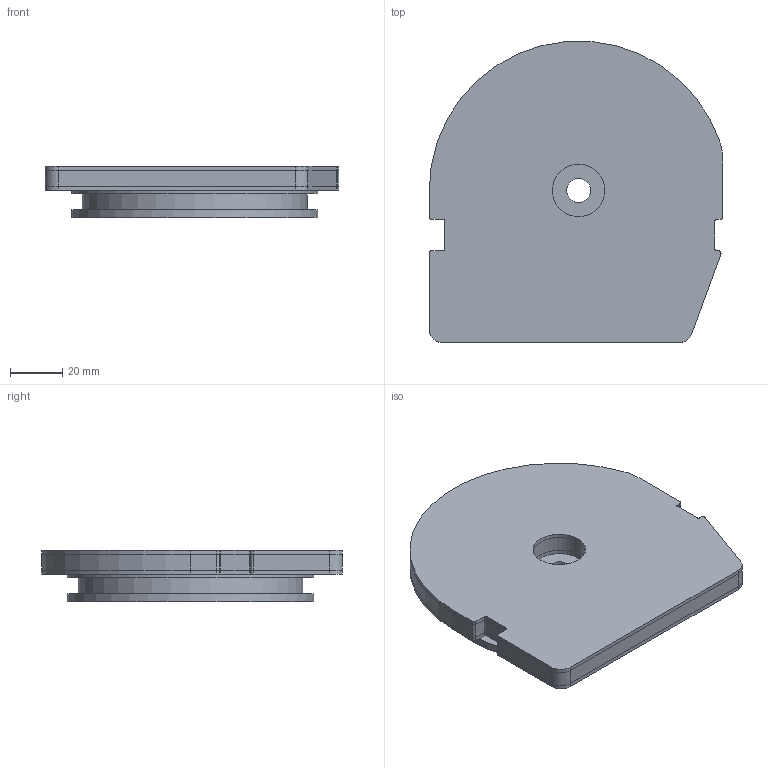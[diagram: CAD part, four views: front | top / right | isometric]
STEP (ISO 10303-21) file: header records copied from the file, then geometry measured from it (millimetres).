
FILE_DESCRIPTION(/* description */ (''),/* implementation_level */ '2;1');
FILE_NAME(/* name */ 'Non Pass Through EndCap.stp',/* time_stamp */ '2015-09-22T15:46:59-07:00',/* author */ ('Evil Brian'),/* organization */ (''),/* preprocessor_version */ 'ST-DEVELOPER v16.1',/* originating_system */ 'Autodesk Inventor 2016',/* authorisation */ '');
FILE_SCHEMA (('AUTOMOTIVE_DESIGN { 1 0 10303 214 3 1 1 }'));
Products named in the file (6): NPT Gland Outer; NPT Gland Inner; NPT Gland Middle; NPT Flange Outer; NPT Flange Inner; Non Pass Through EndCap
Assembly tree (6 placements, depth 2):
  Non Pass Through EndCap
    NPT Gland Outer
    NPT Gland Inner
    NPT Gland Middle
    NPT Flange Outer  x2
    NPT Flange Inner
Bounding box: 112 x 114.81 x 19.5 mm (x, y, z)
Volume: 163431.1 mm3; surface area: 111892.8 mm2
Topology: 6 solids, 6 shells, 90 faces, 234 edges, 156 vertices
Faces by surface type: cylinder 45, plane 45
Full cylindrical faces by diameter (mm): 9.18 x3, 20 x3, 85.75 x1, 94 x2
Entity records: 2083 total; most frequent: DIRECTION 370, CARTESIAN_POINT 338, ORIENTED_EDGE 308, EDGE_CURVE 154, AXIS2_PLACEMENT_3D 140, VERTEX_POINT 108, LINE 90, VECTOR 90
